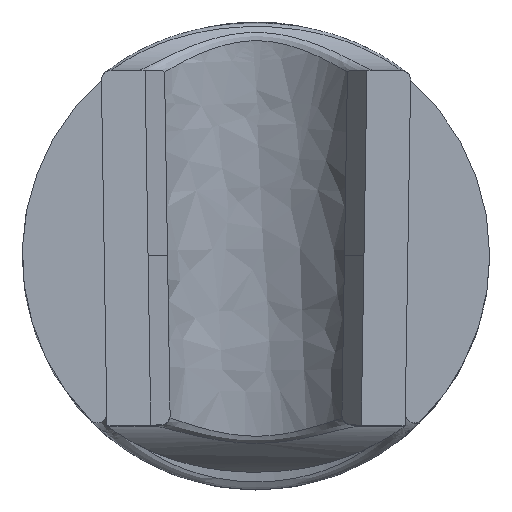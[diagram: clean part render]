
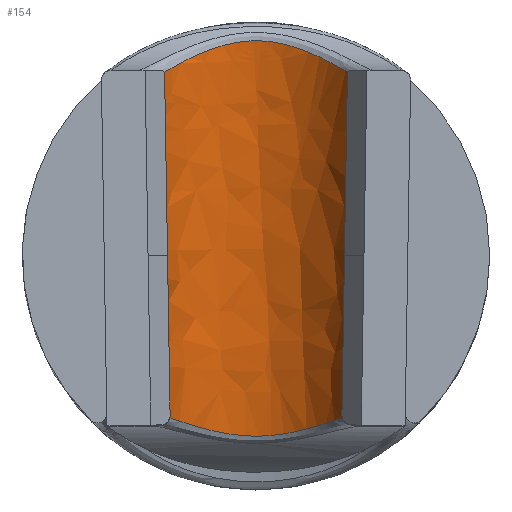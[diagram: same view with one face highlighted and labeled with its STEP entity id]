
A CAD part, top view. The second image highlights one B-rep face of the part: STEP entity #154.
In plain terms, the highlighted free-form (B-spline) face has degree [1, 3] with [2, 18] control points.
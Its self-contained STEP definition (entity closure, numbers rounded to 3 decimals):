
#125=B_SPLINE_SURFACE_WITH_KNOTS('',1,3,((#2348,#2349,#2350,#2351,#2352,
#2353,#2354,#2355,#2356,#2357,#2358,#2359,#2360,#2361,#2362,#2363,#2364,
#2365),(#2366,#2367,#2368,#2369,#2370,#2371,#2372,#2373,#2374,#2375,#2376,
#2377,#2378,#2379,#2380,#2381,#2382,#2383)),.UNSPECIFIED.,.F.,.T.,.F.,(2,
2),(2,2,2,2,2,2,2,2,2,2,2),(0.,1.),(-0.125,0.,0.125,0.25,0.375,0.5,0.625,
0.75,0.875,1.,1.125),.UNSPECIFIED.);
#154=ADVANCED_FACE('',(#193),#125,.F.);
#193=FACE_OUTER_BOUND('',#229,.T.);
#229=EDGE_LOOP('',(#441,#442,#443,#444,#445,#446,#447,#448,#449,#450));
#276=B_SPLINE_CURVE_WITH_KNOTS('',3,(#1452,#1453,#1454,#1455,#1456,#1457,
#1458),.UNSPECIFIED.,.F.,.F.,(4,3,4),(0.,0.992,1.),.UNSPECIFIED.);
#284=B_SPLINE_CURVE_WITH_KNOTS('',3,(#1518,#1519,#1520,#1521),.UNSPECIFIED.,
.F.,.F.,(4,4),(0.,1.),.UNSPECIFIED.);
#300=B_SPLINE_CURVE_WITH_KNOTS('',3,(#1681,#1682,#1683,#1684),.UNSPECIFIED.,
.F.,.F.,(4,4),(0.,1.),.UNSPECIFIED.);
#301=B_SPLINE_CURVE_WITH_KNOTS('',3,(#1701,#1702,#1703,#1704),.UNSPECIFIED.,
.F.,.F.,(4,4),(0.,1.),.UNSPECIFIED.);
#315=B_SPLINE_CURVE_WITH_KNOTS('',3,(#2300,#2301,#2302,#2303,#2304,#2305,
#2306,#2307,#2308,#2309),.UNSPECIFIED.,.F.,.F.,(4,2,2,2,4),(0.,0.25,0.5,
0.75,1.),.UNSPECIFIED.);
#316=B_SPLINE_CURVE_WITH_KNOTS('',3,(#2312,#2313,#2314,#2315,#2316,#2317,
#2318,#2319),.UNSPECIFIED.,.F.,.F.,(4,2,2,4),(0.,0.25,0.5,1.),.UNSPECIFIED.);
#317=B_SPLINE_CURVE_WITH_KNOTS('',3,(#2320,#2321,#2322,#2323),.UNSPECIFIED.,
.F.,.F.,(4,4),(0.,1.),.UNSPECIFIED.);
#318=B_SPLINE_CURVE_WITH_KNOTS('',3,(#2325,#2326,#2327,#2328,#2329,#2330,
#2331,#2332,#2333,#2334),.UNSPECIFIED.,.F.,.F.,(4,2,2,2,4),(0.,0.25,0.5,
0.75,1.),.UNSPECIFIED.);
#319=B_SPLINE_CURVE_WITH_KNOTS('',3,(#2336,#2337,#2338,#2339),.UNSPECIFIED.,
.F.,.F.,(4,4),(0.,1.),.UNSPECIFIED.);
#320=B_SPLINE_CURVE_WITH_KNOTS('',3,(#2340,#2341,#2342,#2343,#2344,#2345,
#2346,#2347),.UNSPECIFIED.,.F.,.F.,(4,2,2,4),(0.,0.5,0.75,1.),.UNSPECIFIED.);
#441=ORIENTED_EDGE('',*,*,#669,.T.);
#442=ORIENTED_EDGE('',*,*,#670,.T.);
#443=ORIENTED_EDGE('',*,*,#628,.T.);
#444=ORIENTED_EDGE('',*,*,#654,.T.);
#445=ORIENTED_EDGE('',*,*,#671,.T.);
#446=ORIENTED_EDGE('',*,*,#672,.T.);
#447=ORIENTED_EDGE('',*,*,#673,.T.);
#448=ORIENTED_EDGE('',*,*,#655,.T.);
#449=ORIENTED_EDGE('',*,*,#636,.T.);
#450=ORIENTED_EDGE('',*,*,#674,.T.);
#558=VERTEX_POINT('',#1459);
#559=VERTEX_POINT('',#1460);
#566=VERTEX_POINT('',#1517);
#567=VERTEX_POINT('',#1522);
#579=VERTEX_POINT('',#1680);
#580=VERTEX_POINT('',#1705);
#588=VERTEX_POINT('',#2310);
#589=VERTEX_POINT('',#2311);
#590=VERTEX_POINT('',#2324);
#591=VERTEX_POINT('',#2335);
#628=EDGE_CURVE('',#558,#559,#276,.T.);
#636=EDGE_CURVE('',#567,#566,#284,.T.);
#654=EDGE_CURVE('',#559,#579,#300,.T.);
#655=EDGE_CURVE('',#580,#567,#301,.T.);
#669=EDGE_CURVE('',#588,#589,#315,.T.);
#670=EDGE_CURVE('',#589,#558,#316,.T.);
#671=EDGE_CURVE('',#579,#590,#317,.T.);
#672=EDGE_CURVE('',#590,#591,#318,.T.);
#673=EDGE_CURVE('',#591,#580,#319,.T.);
#674=EDGE_CURVE('',#566,#588,#320,.T.);
#1452=CARTESIAN_POINT('',(8.824,-16.271,42.44));
#1453=CARTESIAN_POINT('',(8.911,-10.893,43.838));
#1454=CARTESIAN_POINT('',(8.997,-5.513,45.228));
#1455=CARTESIAN_POINT('',(9.084,-0.132,46.613));
#1456=CARTESIAN_POINT('',(9.084,-0.088,46.624));
#1457=CARTESIAN_POINT('',(9.085,-0.044,46.635));
#1458=CARTESIAN_POINT('',(9.086,0.,46.647));
#1459=CARTESIAN_POINT('',(8.824,-16.271,42.44));
#1460=CARTESIAN_POINT('',(9.086,0.,46.647));
#1517=CARTESIAN_POINT('',(-8.824,-16.271,42.439));
#1518=CARTESIAN_POINT('',(-9.086,0.,46.645));
#1519=CARTESIAN_POINT('',(-8.999,-5.425,45.249));
#1520=CARTESIAN_POINT('',(-8.911,-10.849,43.848));
#1521=CARTESIAN_POINT('',(-8.824,-16.271,42.439));
#1522=CARTESIAN_POINT('',(-9.086,0.,46.645));
#1680=CARTESIAN_POINT('',(9.377,18.154,51.301));
#1681=CARTESIAN_POINT('',(9.086,0.,46.647));
#1682=CARTESIAN_POINT('',(9.183,6.05,48.204));
#1683=CARTESIAN_POINT('',(9.28,12.101,49.754));
#1684=CARTESIAN_POINT('',(9.377,18.154,51.301));
#1701=CARTESIAN_POINT('',(-9.377,18.154,51.3));
#1702=CARTESIAN_POINT('',(-9.28,12.101,49.753));
#1703=CARTESIAN_POINT('',(-9.183,6.05,48.202));
#1704=CARTESIAN_POINT('',(-9.086,0.,46.645));
#1705=CARTESIAN_POINT('',(-9.377,18.154,51.3));
#2300=CARTESIAN_POINT('',(-9.423,-16.556,33.94));
#2301=CARTESIAN_POINT('',(-8.677,-16.684,31.969));
#2302=CARTESIAN_POINT('',(-7.406,-17.163,30.289));
#2303=CARTESIAN_POINT('',(-4.119,-18.093,27.854));
#2304=CARTESIAN_POINT('',(-2.099,-18.527,27.092));
#2305=CARTESIAN_POINT('',(2.12,-18.524,27.097));
#2306=CARTESIAN_POINT('',(4.116,-18.094,27.852));
#2307=CARTESIAN_POINT('',(7.402,-17.165,30.284));
#2308=CARTESIAN_POINT('',(8.679,-16.684,31.97));
#2309=CARTESIAN_POINT('',(9.423,-16.556,33.938));
#2310=CARTESIAN_POINT('',(-9.423,-16.556,33.94));
#2311=CARTESIAN_POINT('',(9.423,-16.556,33.938));
#2312=CARTESIAN_POINT('',(9.423,-16.556,33.938));
#2313=CARTESIAN_POINT('',(9.675,-16.391,34.618));
#2314=CARTESIAN_POINT('',(9.871,-16.439,35.34));
#2315=CARTESIAN_POINT('',(10.091,-16.414,36.788));
#2316=CARTESIAN_POINT('',(10.12,-16.399,37.524));
#2317=CARTESIAN_POINT('',(9.959,-16.348,39.725));
#2318=CARTESIAN_POINT('',(9.534,-16.311,41.146));
#2319=CARTESIAN_POINT('',(8.824,-16.271,42.44));
#2320=CARTESIAN_POINT('',(9.377,18.154,51.301));
#2321=CARTESIAN_POINT('',(10.968,18.11,48.921));
#2322=CARTESIAN_POINT('',(11.636,18.055,45.986));
#2323=CARTESIAN_POINT('',(11.179,18.001,43.16));
#2324=CARTESIAN_POINT('',(11.179,18.001,43.16));
#2325=CARTESIAN_POINT('',(11.179,18.001,43.16));
#2326=CARTESIAN_POINT('',(10.742,17.95,40.46));
#2327=CARTESIAN_POINT('',(9.301,18.964,38.101));
#2328=CARTESIAN_POINT('',(5.307,21.03,35.13));
#2329=CARTESIAN_POINT('',(2.735,22.072,34.335));
#2330=CARTESIAN_POINT('',(-2.728,22.074,34.334));
#2331=CARTESIAN_POINT('',(-5.301,21.032,35.127));
#2332=CARTESIAN_POINT('',(-9.305,18.962,38.104));
#2333=CARTESIAN_POINT('',(-10.74,17.95,40.462));
#2334=CARTESIAN_POINT('',(-11.178,18.001,43.16));
#2335=CARTESIAN_POINT('',(-11.178,18.001,43.16));
#2336=CARTESIAN_POINT('',(-11.178,18.001,43.16));
#2337=CARTESIAN_POINT('',(-11.637,18.055,45.986));
#2338=CARTESIAN_POINT('',(-10.966,18.11,48.92));
#2339=CARTESIAN_POINT('',(-9.377,18.154,51.3));
#2340=CARTESIAN_POINT('',(-8.824,-16.271,42.439));
#2341=CARTESIAN_POINT('',(-9.533,-16.311,41.144));
#2342=CARTESIAN_POINT('',(-9.959,-16.348,39.723));
#2343=CARTESIAN_POINT('',(-10.12,-16.399,37.521));
#2344=CARTESIAN_POINT('',(-10.09,-16.415,36.779));
#2345=CARTESIAN_POINT('',(-9.87,-16.439,35.337));
#2346=CARTESIAN_POINT('',(-9.673,-16.392,34.616));
#2347=CARTESIAN_POINT('',(-9.423,-16.556,33.94));
#2348=CARTESIAN_POINT('',(11.704,28.715,50.302));
#2349=CARTESIAN_POINT('',(11.705,28.738,44.159));
#2350=CARTESIAN_POINT('',(10.441,28.749,41.118));
#2351=CARTESIAN_POINT('',(6.106,28.765,36.788));
#2352=CARTESIAN_POINT('',(3.067,28.77,35.528));
#2353=CARTESIAN_POINT('',(-3.071,28.77,35.529));
#2354=CARTESIAN_POINT('',(-6.112,28.765,36.792));
#2355=CARTESIAN_POINT('',(-10.442,28.749,41.121));
#2356=CARTESIAN_POINT('',(-11.706,28.738,44.172));
#2357=CARTESIAN_POINT('',(-11.703,28.715,50.295));
#2358=CARTESIAN_POINT('',(-10.441,28.704,53.34));
#2359=CARTESIAN_POINT('',(-6.102,28.688,57.673));
#2360=CARTESIAN_POINT('',(-3.061,28.684,58.93));
#2361=CARTESIAN_POINT('',(3.067,28.684,58.928));
#2362=CARTESIAN_POINT('',(6.112,28.688,57.665));
#2363=CARTESIAN_POINT('',(10.441,28.704,53.338));
#2364=CARTESIAN_POINT('',(11.704,28.715,50.302));
#2365=CARTESIAN_POINT('',(11.705,28.738,44.159));
#2366=CARTESIAN_POINT('',(9.121,-43.599,34.054));
#2367=CARTESIAN_POINT('',(9.112,-43.867,29.27));
#2368=CARTESIAN_POINT('',(8.138,-44.,26.901));
#2369=CARTESIAN_POINT('',(4.772,-44.185,23.507));
#2370=CARTESIAN_POINT('',(2.398,-44.237,22.509));
#2371=CARTESIAN_POINT('',(-2.402,-44.237,22.51));
#2372=CARTESIAN_POINT('',(-4.776,-44.185,23.51));
#2373=CARTESIAN_POINT('',(-8.139,-44.,26.904));
#2374=CARTESIAN_POINT('',(-9.112,-43.867,29.28));
#2375=CARTESIAN_POINT('',(-9.121,-43.599,34.049));
#2376=CARTESIAN_POINT('',(-8.157,-43.468,36.43));
#2377=CARTESIAN_POINT('',(-4.788,-43.287,39.846));
#2378=CARTESIAN_POINT('',(-2.404,-43.237,40.849));
#2379=CARTESIAN_POINT('',(2.409,-43.237,40.848));
#2380=CARTESIAN_POINT('',(4.796,-43.287,39.84));
#2381=CARTESIAN_POINT('',(8.157,-43.468,36.429));
#2382=CARTESIAN_POINT('',(9.121,-43.599,34.054));
#2383=CARTESIAN_POINT('',(9.112,-43.867,29.27));
